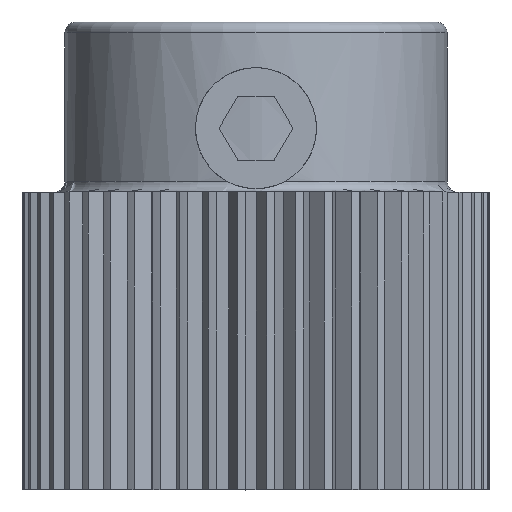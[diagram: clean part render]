
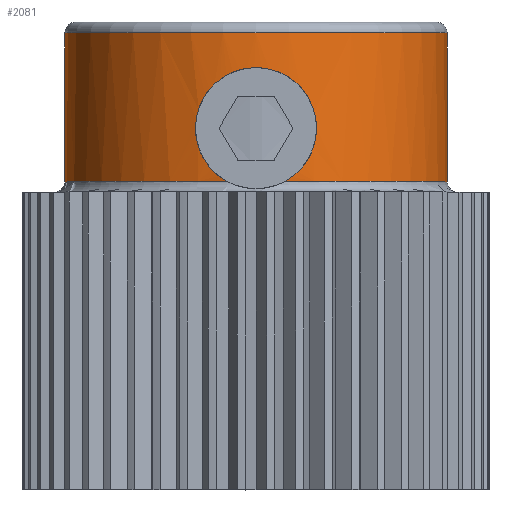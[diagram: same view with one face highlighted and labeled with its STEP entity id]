
A CAD part, top view. The second image highlights one B-rep face of the part: STEP entity #2081.
In plain terms, the highlighted cylindrical face has radius 4.5 mm (diameter 9 mm), a partial arc.
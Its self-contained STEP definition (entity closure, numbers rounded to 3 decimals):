
#163 = CYLINDRICAL_SURFACE ( 'NONE', #3710, 4.5 ) ;
#188 = FACE_OUTER_BOUND ( 'NONE', #1002, .T. ) ;
#604 = ORIENTED_EDGE ( 'NONE', *, *, #3250, .T. ) ;
#627 = ORIENTED_EDGE ( 'NONE', *, *, #3747, .T. ) ;
#628 = ORIENTED_EDGE ( 'NONE', *, *, #3253, .T. ) ;
#630 = ORIENTED_EDGE ( 'NONE', *, *, #3255, .T. ) ;
#633 = ORIENTED_EDGE ( 'NONE', *, *, #3309, .T. ) ;
#634 = ORIENTED_EDGE ( 'NONE', *, *, #3261, .T. ) ;
#635 = ORIENTED_EDGE ( 'NONE', *, *, #3238, .F. ) ;
#636 = ORIENTED_EDGE ( 'NONE', *, *, #3265, .T. ) ;
#1002 = EDGE_LOOP ( 'NONE', ( #633, #634, #627, #635, #604, #628, #630, #636 ) ) ;
#1180 = VECTOR ( 'NONE', #4936, 1000. ) ;
#1183 = LINE ( 'NONE', #4951, #1180 ) ;
#1191 = CIRCLE ( 'NONE', #3105, 4.5 ) ;
#1194 = LINE ( 'NONE', #5031, #1206 ) ;
#1206 = VECTOR ( 'NONE', #5057, 1000. ) ;
#1297 = CIRCLE ( 'NONE', #3138, 4.5 ) ;
#2031 = CIRCLE ( 'NONE', #3222, 4.5 ) ;
#2081 = ADVANCED_FACE ( 'NONE', ( #188 ), #163, .T. ) ;
#2320 = B_SPLINE_CURVE_WITH_KNOTS ( 'NONE', 3,
 ( #4996, #4972, #5015, #5008, #5009, #5025, #5010, #5029, #5006, #5016, #5003, #5032, #5026, #5017, #5022, #5011, #5027, #5018, #5014, #5019, #5007, #5030, #5012, #5001, #5004, #5000, #5002, #5005 ),
 .UNSPECIFIED., .F., .F.,
 ( 4, 2, 2, 2, 2, 2, 2, 2, 2, 2, 2, 2, 2, 4 ),
 ( 0.004, 0.005, 0.005, 0.006, 0.006, 0.006, 0.007, 0.007, 0.007, 0.008, 0.008, 0.008, 0.009, 0.009 ),
 .UNSPECIFIED. ) ;
#2321 = B_SPLINE_CURVE_WITH_KNOTS ( 'NONE', 3,
 ( #4977, #4991, #4978, #4986, #4979, #4980, #4971, #4973 ),
 .UNSPECIFIED., .F., .F.,
 ( 4, 2, 2, 4 ),
 ( 0.003, 0.004, 0.004, 0.004 ),
 .UNSPECIFIED. ) ;
#2322 = B_SPLINE_CURVE_WITH_KNOTS ( 'NONE', 3,
 ( #5041, #5058, #5052, #5033, #5059, #5060, #5061, #5056 ),
 .UNSPECIFIED., .F., .F.,
 ( 4, 2, 2, 4 ),
 ( 0., 0., 0.001, 0.002 ),
 .UNSPECIFIED. ) ;
#2445 = CARTESIAN_POINT ( 'NONE',  ( 0., 10.75, 0. ) ) ;
#2446 = DIRECTION ( 'NONE',  ( 1., 0., 0. ) ) ;
#2447 = DIRECTION ( 'NONE',  ( 0., -1., 0. ) ) ;
#2773 = CARTESIAN_POINT ( 'NONE',  ( 4.5, 10.75, 0. ) ) ;
#2804 = CARTESIAN_POINT ( 'NONE',  ( -4.5, 10.75, 0. ) ) ;
#2809 = CARTESIAN_POINT ( 'NONE',  ( 0.684, 7.25, 4.448 ) ) ;
#2811 = CARTESIAN_POINT ( 'NONE',  ( -0.684, 7.25, 4.448 ) ) ;
#2818 = CARTESIAN_POINT ( 'NONE',  ( 1.425, 8.5, 4.268 ) ) ;
#2819 = CARTESIAN_POINT ( 'NONE',  ( -1.425, 8.5, 4.268 ) ) ;
#2820 = CARTESIAN_POINT ( 'NONE',  ( 4.5, 7.25, 0. ) ) ;
#2822 = CARTESIAN_POINT ( 'NONE',  ( -4.5, 7.25, 0. ) ) ;
#3105 = AXIS2_PLACEMENT_3D ( 'NONE', #4970, #4983, #4988 ) ;
#3138 = AXIS2_PLACEMENT_3D ( 'NONE', #5188, #5173, #5166 ) ;
#3222 = AXIS2_PLACEMENT_3D ( 'NONE', #2445, #2447, #2446 ) ;
#3238 = EDGE_CURVE ( 'NONE', #4464, #4424, #1183, .T. ) ;
#3250 = EDGE_CURVE ( 'NONE', #4464, #4423, #1191, .T. ) ;
#3253 = EDGE_CURVE ( 'NONE', #4423, #4460, #2321, .T. ) ;
#3255 = EDGE_CURVE ( 'NONE', #4460, #4441, #2320, .T. ) ;
#3261 = EDGE_CURVE ( 'NONE', #4462, #4418, #1194, .T. ) ;
#3265 = EDGE_CURVE ( 'NONE', #4441, #4411, #2322, .T. ) ;
#3309 = EDGE_CURVE ( 'NONE', #4411, #4462, #1297, .T. ) ;
#3710 = AXIS2_PLACEMENT_3D ( 'NONE', #4511, #4476, #4497 ) ;
#3747 = EDGE_CURVE ( 'NONE', #4418, #4424, #2031, .T. ) ;
#4411 = VERTEX_POINT ( 'NONE', #2809 ) ;
#4418 = VERTEX_POINT ( 'NONE', #2773 ) ;
#4423 = VERTEX_POINT ( 'NONE', #2811 ) ;
#4424 = VERTEX_POINT ( 'NONE', #2804 ) ;
#4441 = VERTEX_POINT ( 'NONE', #2818 ) ;
#4460 = VERTEX_POINT ( 'NONE', #2819 ) ;
#4462 = VERTEX_POINT ( 'NONE', #2820 ) ;
#4464 = VERTEX_POINT ( 'NONE', #2822 ) ;
#4476 = DIRECTION ( 'NONE',  ( 0., 1., 0. ) ) ;
#4497 = DIRECTION ( 'NONE',  ( -1., 0., 0. ) ) ;
#4511 = CARTESIAN_POINT ( 'NONE',  ( 0., 11., 0. ) ) ;
#4936 = DIRECTION ( 'NONE',  ( 0., 1., 0. ) ) ;
#4951 = CARTESIAN_POINT ( 'NONE',  ( -4.5, 11., 0. ) ) ;
#4970 = CARTESIAN_POINT ( 'NONE',  ( 0., 7.25, 0. ) ) ;
#4971 = CARTESIAN_POINT ( 'NONE',  ( -1.425, 8.373, 4.268 ) ) ;
#4972 = CARTESIAN_POINT ( 'NONE',  ( -1.425, 8.687, 4.268 ) ) ;
#4973 = CARTESIAN_POINT ( 'NONE',  ( -1.425, 8.5, 4.268 ) ) ;
#4977 = CARTESIAN_POINT ( 'NONE',  ( -0.684, 7.25, 4.448 ) ) ;
#4978 = CARTESIAN_POINT ( 'NONE',  ( -1.094, 7.552, 4.367 ) ) ;
#4979 = CARTESIAN_POINT ( 'NONE',  ( -1.34, 7.998, 4.296 ) ) ;
#4980 = CARTESIAN_POINT ( 'NONE',  ( -1.407, 8.243, 4.274 ) ) ;
#4983 = DIRECTION ( 'NONE',  ( 0., 1., 0. ) ) ;
#4986 = CARTESIAN_POINT ( 'NONE',  ( -1.289, 7.88, 4.312 ) ) ;
#4988 = DIRECTION ( 'NONE',  ( 1., 0., 0. ) ) ;
#4991 = CARTESIAN_POINT ( 'NONE',  ( -0.907, 7.372, 4.413 ) ) ;
#4996 = CARTESIAN_POINT ( 'NONE',  ( -1.425, 8.5, 4.268 ) ) ;
#5000 = CARTESIAN_POINT ( 'NONE',  ( 1.416, 8.688, 4.272 ) ) ;
#5001 = CARTESIAN_POINT ( 'NONE',  ( 1.351, 8.962, 4.293 ) ) ;
#5002 = CARTESIAN_POINT ( 'NONE',  ( 1.425, 8.595, 4.268 ) ) ;
#5003 = CARTESIAN_POINT ( 'NONE',  ( -0.372, 9.879, 4.486 ) ) ;
#5004 = CARTESIAN_POINT ( 'NONE',  ( 1.379, 8.871, 4.284 ) ) ;
#5005 = CARTESIAN_POINT ( 'NONE',  ( 1.425, 8.5, 4.268 ) ) ;
#5006 = CARTESIAN_POINT ( 'NONE',  ( -0.721, 9.744, 4.445 ) ) ;
#5007 = CARTESIAN_POINT ( 'NONE',  ( 1.133, 9.37, 4.355 ) ) ;
#5008 = CARTESIAN_POINT ( 'NONE',  ( -1.28, 9.133, 4.314 ) ) ;
#5009 = CARTESIAN_POINT ( 'NONE',  ( -1.235, 9.216, 4.327 ) ) ;
#5010 = CARTESIAN_POINT ( 'NONE',  ( -1.074, 9.442, 4.371 ) ) ;
#5011 = CARTESIAN_POINT ( 'NONE',  ( 0.371, 9.879, 4.486 ) ) ;
#5012 = CARTESIAN_POINT ( 'NONE',  ( 1.28, 9.134, 4.314 ) ) ;
#5014 = CARTESIAN_POINT ( 'NONE',  ( 0.877, 9.638, 4.416 ) ) ;
#5015 = CARTESIAN_POINT ( 'NONE',  ( -1.387, 8.875, 4.281 ) ) ;
#5016 = CARTESIAN_POINT ( 'NONE',  ( -0.461, 9.852, 4.477 ) ) ;
#5017 = CARTESIAN_POINT ( 'NONE',  ( 0.094, 9.925, 4.5 ) ) ;
#5018 = CARTESIAN_POINT ( 'NONE',  ( 0.719, 9.744, 4.446 ) ) ;
#5019 = CARTESIAN_POINT ( 'NONE',  ( 1.073, 9.442, 4.371 ) ) ;
#5022 = CARTESIAN_POINT ( 'NONE',  ( 0.187, 9.916, 4.497 ) ) ;
#5025 = CARTESIAN_POINT ( 'NONE',  ( -1.132, 9.37, 4.356 ) ) ;
#5026 = CARTESIAN_POINT ( 'NONE',  ( -0.094, 9.925, 4.5 ) ) ;
#5027 = CARTESIAN_POINT ( 'NONE',  ( 0.462, 9.851, 4.477 ) ) ;
#5029 = CARTESIAN_POINT ( 'NONE',  ( -0.876, 9.639, 4.416 ) ) ;
#5030 = CARTESIAN_POINT ( 'NONE',  ( 1.236, 9.215, 4.327 ) ) ;
#5031 = CARTESIAN_POINT ( 'NONE',  ( 4.5, 11., 0. ) ) ;
#5032 = CARTESIAN_POINT ( 'NONE',  ( -0.189, 9.916, 4.497 ) ) ;
#5033 = CARTESIAN_POINT ( 'NONE',  ( 1.34, 7.998, 4.296 ) ) ;
#5041 = CARTESIAN_POINT ( 'NONE',  ( 1.425, 8.5, 4.268 ) ) ;
#5052 = CARTESIAN_POINT ( 'NONE',  ( 1.408, 8.245, 4.274 ) ) ;
#5056 = CARTESIAN_POINT ( 'NONE',  ( 0.684, 7.25, 4.448 ) ) ;
#5057 = DIRECTION ( 'NONE',  ( 0., 1., 0. ) ) ;
#5058 = CARTESIAN_POINT ( 'NONE',  ( 1.425, 8.371, 4.268 ) ) ;
#5059 = CARTESIAN_POINT ( 'NONE',  ( 1.289, 7.88, 4.312 ) ) ;
#5060 = CARTESIAN_POINT ( 'NONE',  ( 1.095, 7.554, 4.367 ) ) ;
#5061 = CARTESIAN_POINT ( 'NONE',  ( 0.906, 7.372, 4.414 ) ) ;
#5166 = DIRECTION ( 'NONE',  ( 1., 0., 0. ) ) ;
#5173 = DIRECTION ( 'NONE',  ( 0., 1., 0. ) ) ;
#5188 = CARTESIAN_POINT ( 'NONE',  ( 0., 7.25, 0. ) ) ;
